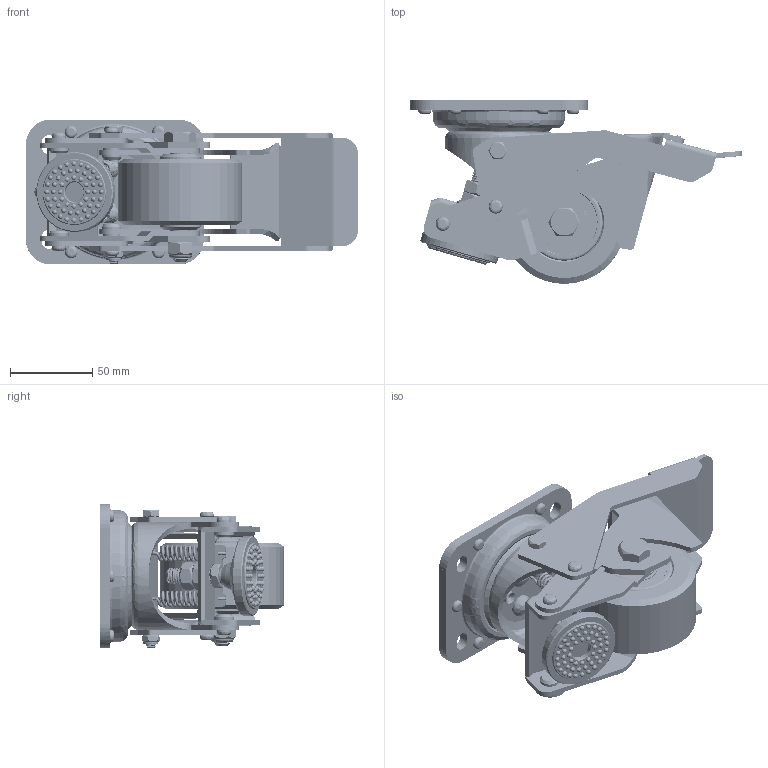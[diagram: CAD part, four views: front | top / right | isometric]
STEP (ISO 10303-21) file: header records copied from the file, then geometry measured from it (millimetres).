
FILE_DESCRIPTION (( 'STEP AP214' ), '1' );
FILE_NAME ('0048160_HR-IG-PAH-075-K-3-VA_(A-01).step', '2020-02-03T10:03:33', ( '' ), ( '' ), 'SwSTEP 2.0', 'SolidWorks 2018', '' );
FILE_SCHEMA (( 'AUTOMOTIVE_DESIGN' ));
Length unit declared in the file: millimetre
Products named in the file (1): 0048160_HR-IG-PAH-075-K-3-VA_(A-01)
Bounding box: 201.74 x 111.61 x 88 mm (x, y, z)
Surface area: 217442.6 mm2 (no closed solid volume)
Topology: 0 solids, 180 shells, 2078 faces, 5733 edges, 3602 vertices
Faces by surface type: bspline 792, plane 625, cylinder 456, cone 193, torus 12
Full cylindrical faces by diameter (mm): 6 x1
Entity records: 151551 total; most frequent: CARTESIAN_POINT 82791, ORIENTED_EDGE 10057, DIRECTION 7365, EDGE_CURVE 5233, VERTEX_POINT 3573, AXIS2_PLACEMENT_3D 2598, EDGE_LOOP 2354, UNCERTAINTY_MEASURE_WITH_UNIT 2181
